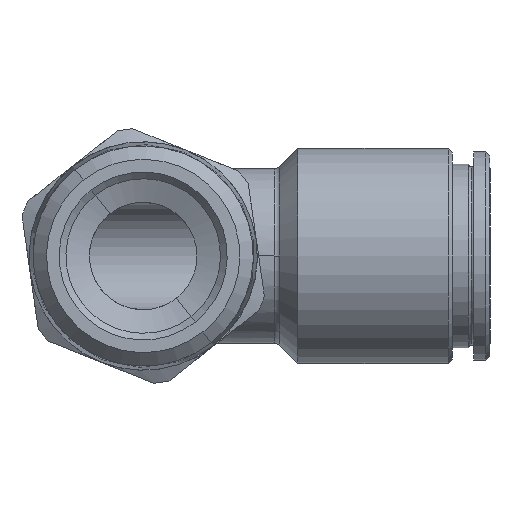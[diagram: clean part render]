
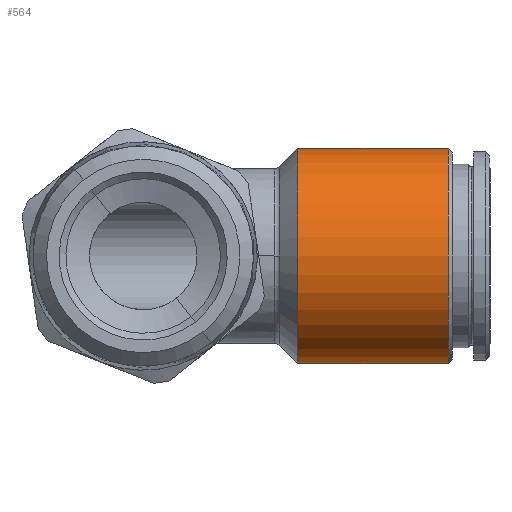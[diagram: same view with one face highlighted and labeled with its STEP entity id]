
A CAD part, front view. The second image highlights one B-rep face of the part: STEP entity #564.
In plain terms, the highlighted cylindrical face has radius 8 mm (diameter 16 mm), a partial arc.
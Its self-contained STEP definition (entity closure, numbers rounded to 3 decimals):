
#40 = EDGE_CURVE ( 'NONE', #145, #223, #975, .T. ) ;
#42 = VERTEX_POINT ( 'NONE', #961 ) ;
#145 = VERTEX_POINT ( 'NONE', #1498 ) ;
#146 = VERTEX_POINT ( 'NONE', #1492 ) ;
#202 = EDGE_CURVE ( 'NONE', #223, #42, #1824, .T. ) ;
#223 = VERTEX_POINT ( 'NONE', #1863 ) ;
#276 = EDGE_CURVE ( 'NONE', #146, #42, #2020, .T. ) ;
#562 = ORIENTED_EDGE ( 'NONE', *, *, #563, .T. ) ;
#563 = EDGE_CURVE ( 'NONE', #146, #145, #2750, .T. ) ;
#564 = ADVANCED_FACE ( 'NONE', ( #2751 ), #2704, .T. ) ;
#565 = ORIENTED_EDGE ( 'NONE', *, *, #276, .F. ) ;
#642 = EDGE_LOOP ( 'NONE', ( #565, #562, #677, #678 ) ) ;
#677 = ORIENTED_EDGE ( 'NONE', *, *, #40, .T. ) ;
#678 = ORIENTED_EDGE ( 'NONE', *, *, #202, .T. ) ;
#961 = CARTESIAN_POINT ( 'NONE',  ( 11.5, 0., -8. ) ) ;
#974 = CARTESIAN_POINT ( 'NONE',  ( -1.358, 0., 8. ) ) ;
#975 = LINE ( 'NONE', #974, #978 ) ;
#977 = DIRECTION ( 'NONE',  ( -1., 0., 0. ) ) ;
#978 = VECTOR ( 'NONE', #977, 1000. ) ;
#1492 = CARTESIAN_POINT ( 'NONE',  ( 22.7, 0., -8. ) ) ;
#1498 = CARTESIAN_POINT ( 'NONE',  ( 22.7, 0., 8. ) ) ;
#1805 = CARTESIAN_POINT ( 'NONE',  ( 11.5, 0., 0. ) ) ;
#1821 = DIRECTION ( 'NONE',  ( 0., 0., -1. ) ) ;
#1822 = DIRECTION ( 'NONE',  ( 1., 0., 0. ) ) ;
#1823 = AXIS2_PLACEMENT_3D ( 'NONE', #1805, #1822, #1821 ) ;
#1824 = CIRCLE ( 'NONE', #1823, 8. ) ;
#1863 = CARTESIAN_POINT ( 'NONE',  ( 11.5, 0., 8. ) ) ;
#2011 = DIRECTION ( 'NONE',  ( -1., 0., 0. ) ) ;
#2012 = VECTOR ( 'NONE', #2011, 1000. ) ;
#2013 = CARTESIAN_POINT ( 'NONE',  ( -1.358, 0., -8. ) ) ;
#2020 = LINE ( 'NONE', #2013, #2012 ) ;
#2704 = CYLINDRICAL_SURFACE ( 'NONE', #2753, 8. ) ;
#2708 = DIRECTION ( 'NONE',  ( -1., 0., 0. ) ) ;
#2734 = CARTESIAN_POINT ( 'NONE',  ( 22.7, 0., 0. ) ) ;
#2748 = DIRECTION ( 'NONE',  ( -1., 0., 0. ) ) ;
#2749 = AXIS2_PLACEMENT_3D ( 'NONE', #2734, #2748, #2754 ) ;
#2750 = CIRCLE ( 'NONE', #2749, 8. ) ;
#2751 = FACE_OUTER_BOUND ( 'NONE', #642, .T. ) ;
#2752 = CARTESIAN_POINT ( 'NONE',  ( -1.358, 0., 0. ) ) ;
#2753 = AXIS2_PLACEMENT_3D ( 'NONE', #2752, #2708, #2800 ) ;
#2754 = DIRECTION ( 'NONE',  ( 0., 0., 1. ) ) ;
#2800 = DIRECTION ( 'NONE',  ( 0., 0., 1. ) ) ;
